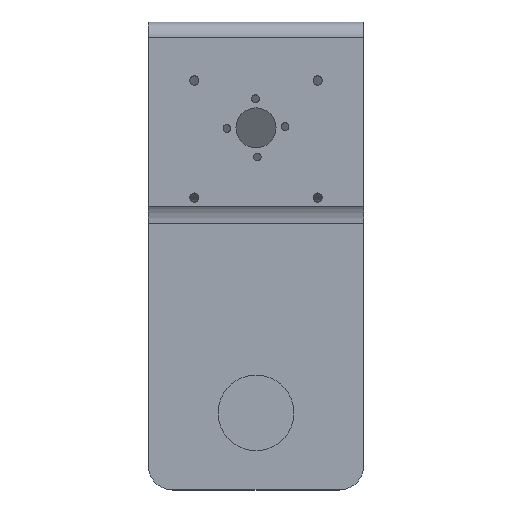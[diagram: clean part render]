
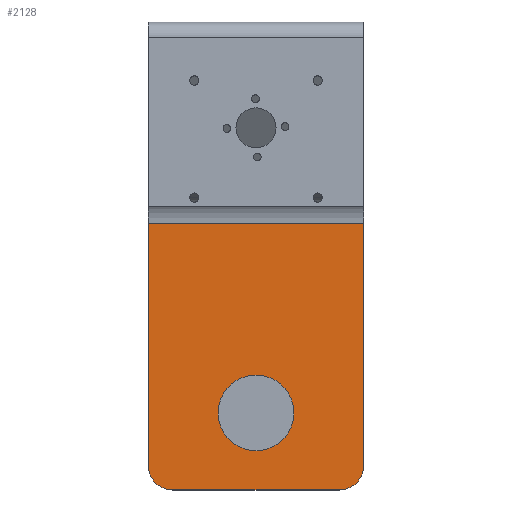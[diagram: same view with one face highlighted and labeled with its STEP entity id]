
A CAD part, top view. The second image highlights one B-rep face of the part: STEP entity #2128.
In plain terms, the highlighted planar face has unit normal (0, 0, 1).
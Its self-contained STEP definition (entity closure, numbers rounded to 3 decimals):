
#24 = VERTEX_POINT ( 'NONE', #826 ) ;
#27 = DIRECTION ( 'NONE',  ( 0., -1., 0. ) ) ;
#86 = VECTOR ( 'NONE', #258, 1000. ) ;
#139 = CARTESIAN_POINT ( 'NONE',  ( 35., 67.413, 0. ) ) ;
#163 = DIRECTION ( 'NONE',  ( -1., 0., 0. ) ) ;
#197 = EDGE_CURVE ( 'NONE', #468, #655, #713, .T. ) ;
#222 = CARTESIAN_POINT ( 'NONE',  ( 35., 67.413, 0. ) ) ;
#226 = AXIS2_PLACEMENT_3D ( 'NONE', #1364, #529, #1327 ) ;
#229 = CIRCLE ( 'NONE', #645, 8. ) ;
#247 = CARTESIAN_POINT ( 'NONE',  ( 12.3, -5., 0. ) ) ;
#255 = CARTESIAN_POINT ( 'NONE',  ( 35., 56.573, 0. ) ) ;
#258 = DIRECTION ( 'NONE',  ( 1., 0., 0. ) ) ;
#259 = VERTEX_POINT ( 'NONE', #247 ) ;
#295 = ORIENTED_EDGE ( 'NONE', *, *, #1821, .T. ) ;
#310 = EDGE_CURVE ( 'NONE', #24, #1498, #1120, .T. ) ;
#321 = DIRECTION ( 'NONE',  ( -1., 0., 0. ) ) ;
#361 = FACE_BOUND ( 'NONE', #438, .T. ) ;
#386 = DIRECTION ( 'NONE',  ( -1., 0., 0. ) ) ;
#438 = EDGE_LOOP ( 'NONE', ( #1577, #1248 ) ) ;
#448 = ORIENTED_EDGE ( 'NONE', *, *, #310, .T. ) ;
#456 = ORIENTED_EDGE ( 'NONE', *, *, #841, .T. ) ;
#468 = VERTEX_POINT ( 'NONE', #1700 ) ;
#498 = EDGE_CURVE ( 'NONE', #259, #1038, #2119, .T. ) ;
#505 = AXIS2_PLACEMENT_3D ( 'NONE', #806, #973, #163 ) ;
#508 = CARTESIAN_POINT ( 'NONE',  ( 27., -30., 0. ) ) ;
#523 = DIRECTION ( 'NONE',  ( 0., 0., -1. ) ) ;
#529 = DIRECTION ( 'NONE',  ( 0., 0., 1. ) ) ;
#620 = DIRECTION ( 'NONE',  ( 0., 0., 1. ) ) ;
#645 = AXIS2_PLACEMENT_3D ( 'NONE', #2148, #620, #1793 ) ;
#655 = VERTEX_POINT ( 'NONE', #1513 ) ;
#713 = LINE ( 'NONE', #1854, #1557 ) ;
#775 = VERTEX_POINT ( 'NONE', #255 ) ;
#776 = DIRECTION ( 'NONE',  ( 0., -1., 0. ) ) ;
#806 = CARTESIAN_POINT ( 'NONE',  ( 0., -5., 0. ) ) ;
#826 = CARTESIAN_POINT ( 'NONE',  ( -27., -30., 0. ) ) ;
#841 = EDGE_CURVE ( 'NONE', #1498, #1057, #1509, .T. ) ;
#852 = CIRCLE ( 'NONE', #505, 12.3 ) ;
#885 = AXIS2_PLACEMENT_3D ( 'NONE', #1154, #982, #321 ) ;
#889 = VECTOR ( 'NONE', #1715, 1000. ) ;
#967 = ORIENTED_EDGE ( 'NONE', *, *, #1000, .T. ) ;
#973 = DIRECTION ( 'NONE',  ( 0., 0., 1. ) ) ;
#982 = DIRECTION ( 'NONE',  ( 0., 0., 1. ) ) ;
#1000 = EDGE_CURVE ( 'NONE', #775, #468, #1532, .T. ) ;
#1038 = VERTEX_POINT ( 'NONE', #1851 ) ;
#1057 = VERTEX_POINT ( 'NONE', #1873 ) ;
#1120 = LINE ( 'NONE', #1941, #86 ) ;
#1154 = CARTESIAN_POINT ( 'NONE',  ( 27., -22., 0. ) ) ;
#1180 = EDGE_CURVE ( 'NONE', #1038, #259, #852, .T. ) ;
#1248 = ORIENTED_EDGE ( 'NONE', *, *, #498, .F. ) ;
#1327 = DIRECTION ( 'NONE',  ( -1., 0., 0. ) ) ;
#1364 = CARTESIAN_POINT ( 'NONE',  ( 0., -5., 0. ) ) ;
#1384 = FACE_OUTER_BOUND ( 'NONE', #1889, .T. ) ;
#1480 = AXIS2_PLACEMENT_3D ( 'NONE', #222, #523, #386 ) ;
#1498 = VERTEX_POINT ( 'NONE', #508 ) ;
#1509 = CIRCLE ( 'NONE', #885, 8. ) ;
#1513 = CARTESIAN_POINT ( 'NONE',  ( -35., -22., 0. ) ) ;
#1532 = LINE ( 'NONE', #1887, #889 ) ;
#1557 = VECTOR ( 'NONE', #27, 1000. ) ;
#1564 = ORIENTED_EDGE ( 'NONE', *, *, #1828, .F. ) ;
#1577 = ORIENTED_EDGE ( 'NONE', *, *, #1180, .F. ) ;
#1700 = CARTESIAN_POINT ( 'NONE',  ( -35., 56.573, 0. ) ) ;
#1715 = DIRECTION ( 'NONE',  ( -1., 0., 0. ) ) ;
#1733 = VECTOR ( 'NONE', #776, 1000. ) ;
#1777 = ORIENTED_EDGE ( 'NONE', *, *, #197, .T. ) ;
#1793 = DIRECTION ( 'NONE',  ( -1., 0., 0. ) ) ;
#1803 = LINE ( 'NONE', #139, #1733 ) ;
#1821 = EDGE_CURVE ( 'NONE', #655, #24, #229, .T. ) ;
#1828 = EDGE_CURVE ( 'NONE', #775, #1057, #1803, .T. ) ;
#1851 = CARTESIAN_POINT ( 'NONE',  ( -12.3, -5., 0. ) ) ;
#1854 = CARTESIAN_POINT ( 'NONE',  ( -35., 67.413, 0. ) ) ;
#1873 = CARTESIAN_POINT ( 'NONE',  ( 35., -22., 0. ) ) ;
#1880 = PLANE ( 'NONE',  #1480 ) ;
#1887 = CARTESIAN_POINT ( 'NONE',  ( -35., 56.573, 0. ) ) ;
#1889 = EDGE_LOOP ( 'NONE', ( #1777, #295, #448, #456, #1564, #967 ) ) ;
#1941 = CARTESIAN_POINT ( 'NONE',  ( 35., -30., 0. ) ) ;
#2119 = CIRCLE ( 'NONE', #226, 12.3 ) ;
#2128 = ADVANCED_FACE ( 'NONE', ( #361, #1384 ), #1880, .F. ) ;
#2148 = CARTESIAN_POINT ( 'NONE',  ( -27., -22., 0. ) ) ;
